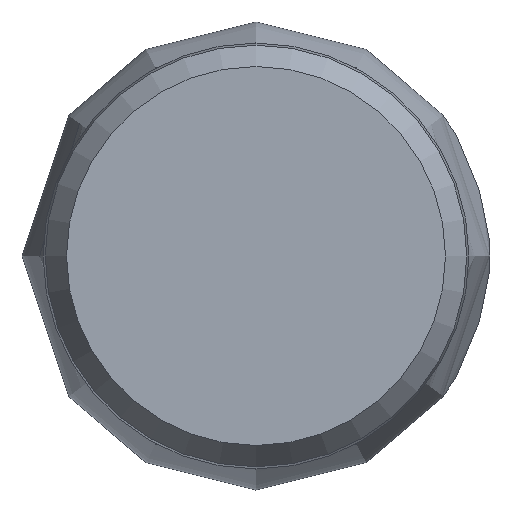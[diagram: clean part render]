
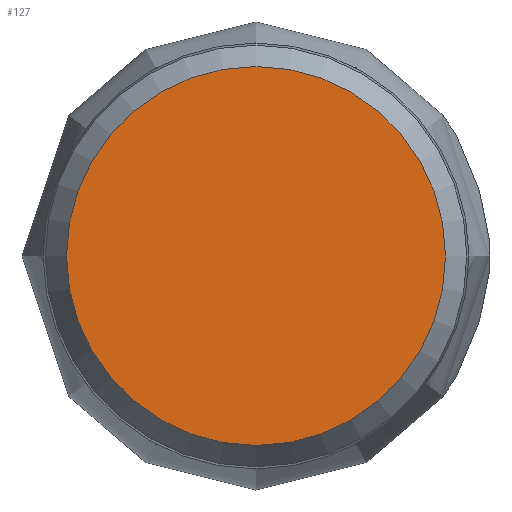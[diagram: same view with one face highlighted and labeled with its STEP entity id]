
A CAD part, left-side view. The second image highlights one B-rep face of the part: STEP entity #127.
In plain terms, the highlighted planar face has unit normal (-1, 0, 0).
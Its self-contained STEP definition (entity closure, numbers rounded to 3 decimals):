
#127 = ADVANCED_FACE ( 'Fl�che10', ( #1289 ), #277, .T. ) ;
#277 = PLANE ( 'NONE',  #364 ) ;
#364 = AXIS2_PLACEMENT_3D ( 'NONE', #455, #1670, #1839 ) ;
#381 = VERTEX_POINT ( 'NONE', #1115 ) ;
#455 = CARTESIAN_POINT ( 'NONE',  ( -159.241, 8.9, 0. ) ) ;
#463 = ORIENTED_EDGE ( 'NONE', *, *, #1433, .F. ) ;
#628 = AXIS2_PLACEMENT_3D ( 'NONE', #649, #1856, #822 ) ;
#649 = CARTESIAN_POINT ( 'NONE',  ( -159.241, 0., 0. ) ) ;
#822 = DIRECTION ( 'NONE',  ( 0., 0., -1. ) ) ;
#1115 = CARTESIAN_POINT ( 'NONE',  ( -159.241, 0., -8.9 ) ) ;
#1265 = CIRCLE ( 'NONE', #628, 8.9 ) ;
#1289 = FACE_OUTER_BOUND ( 'NONE', #1553, .T. ) ;
#1433 = EDGE_CURVE ( 'NONE', #381, #381, #1265, .T. ) ;
#1553 = EDGE_LOOP ( 'NONE', ( #463 ) ) ;
#1670 = DIRECTION ( 'NONE',  ( -1., 0., 0. ) ) ;
#1839 = DIRECTION ( 'NONE',  ( 0., 0., 1. ) ) ;
#1856 = DIRECTION ( 'NONE',  ( 1., 0., 0. ) ) ;
